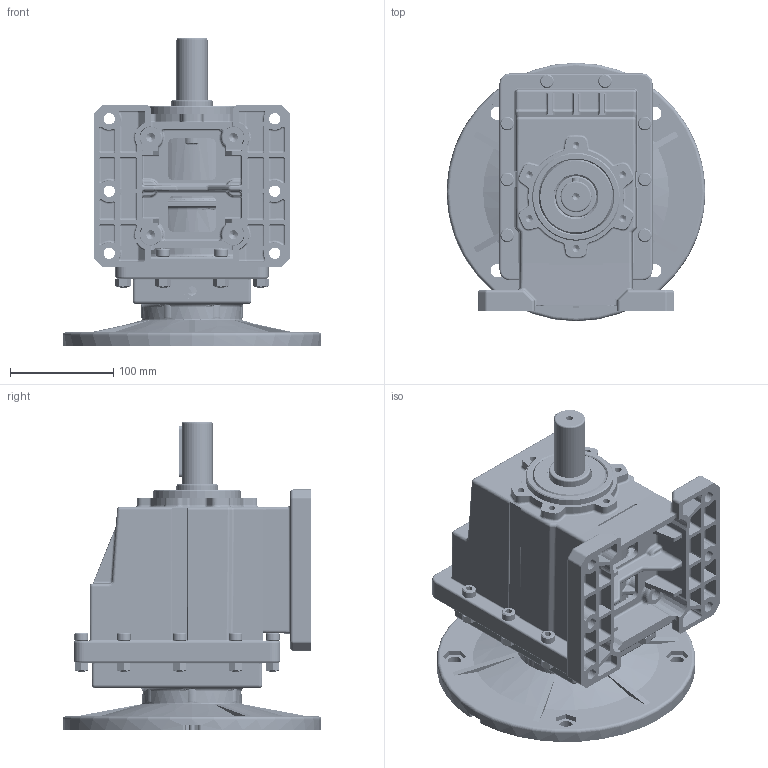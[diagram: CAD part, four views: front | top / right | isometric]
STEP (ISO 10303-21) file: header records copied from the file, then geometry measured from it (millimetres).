
FILE_DESCRIPTION (( 'STEP AP203' ), '1' );
FILE_NAME ('RC03-100B5+B03.STEP', '2022-02-18T09:12:56', ( '' ), ( '' ), 'SwSTEP 2.0', 'SolidWorks 2016', '' );
FILE_SCHEMA (( 'CONFIG_CONTROL_DESIGN' ));
Products named in the file (1): RC03-100B5+B03
Bounding box: 250 x 250 x 297.5 mm (x, y, z)
Volume: 2258386 mm3; surface area: 778044.5 mm2
Topology: 38 solids, 38 shells, 4039 faces, 10473 edges, 6394 vertices
Faces by surface type: cylinder 1485, plane 1074, torus 516, sphere 344, bspline 323, cone 297
Entity records: 150887 total; most frequent: CARTESIAN_POINT 55989, ORIENTED_EDGE 20338, DIRECTION 19920, EDGE_CURVE 10169, AXIS2_PLACEMENT_3D 8108, VERTEX_POINT 6308, CIRCLE 4395, EDGE_LOOP 4369
